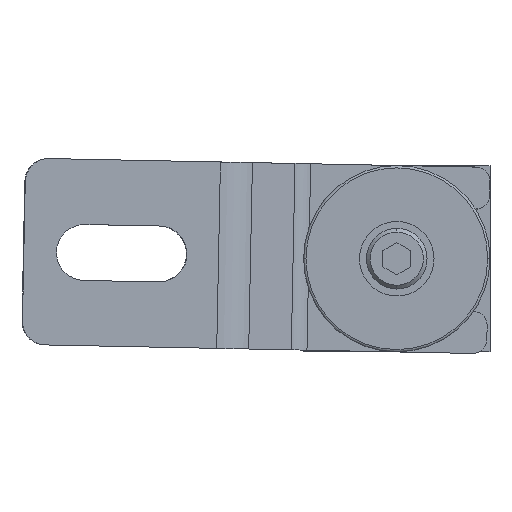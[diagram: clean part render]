
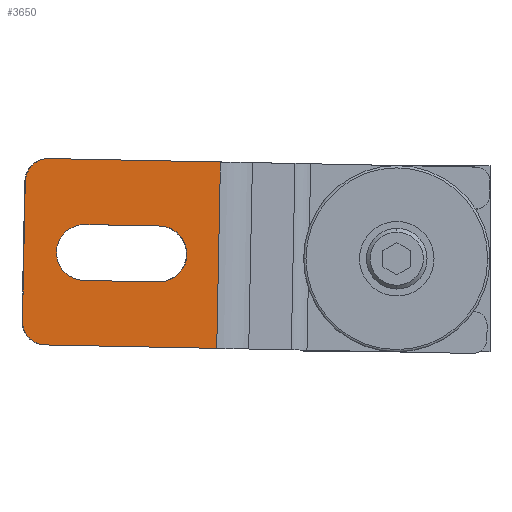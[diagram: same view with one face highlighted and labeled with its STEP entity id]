
A CAD part, front view. The second image highlights one B-rep face of the part: STEP entity #3650.
In plain terms, the highlighted face is planar.
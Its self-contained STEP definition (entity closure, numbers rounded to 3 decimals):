
#1230=CARTESIAN_POINT('',(-73.979,-196.789,
-86.975));
#1240=VERTEX_POINT('',#1230);
#1270=CARTESIAN_POINT('',(-81.141,-162.529,
-86.975));
#1280=DIRECTION('',(0.205,-0.979,
0.));
#1290=VECTOR('',#1280,1.);
#1300=LINE('',#1270,#1290);
#1310=CARTESIAN_POINT('',(-80.118,-167.423,
-86.975));
#1320=VERTEX_POINT('',#1310);
#1330=EDGE_CURVE('',#1320,#1240,#1300,.T.);
#1490=CARTESIAN_POINT('',(-75.224,-166.401,
-86.873));
#1500=DIRECTION('',(0.02,0.004,
-1.));
#1510=DIRECTION('',(0.979,0.205,
0.02));
#1520=AXIS2_PLACEMENT_3D('',#1490,#1500,#1510);
#1530=CIRCLE('',#1520,5.);
#1540=CARTESIAN_POINT('',(-76.247,-161.506,
-86.873));
#1550=VERTEX_POINT('',#1540);
#1560=EDGE_CURVE('',#1320,#1550,#1530,.T.);
#1740=CARTESIAN_POINT('',(-69.086,-195.766,
-86.873));
#1750=DIRECTION('',(0.02,0.004,
-1.));
#1760=DIRECTION('',(0.979,0.205,
0.02));
#1770=AXIS2_PLACEMENT_3D('',#1740,#1750,#1760);
#1780=CIRCLE('',#1770,5.);
#1790=CARTESIAN_POINT('',(-68.063,-200.66,
-86.873));
#1800=VERTEX_POINT('',#1790);
#1810=EDGE_CURVE('',#1800,#1240,#1780,.T.);
#2720=CARTESIAN_POINT('',(-32.05,-193.132,
-86.122));
#2730=VERTEX_POINT('',#2720);
#2760=CARTESIAN_POINT('',(-74.074,-201.917,
-86.999));
#2770=DIRECTION('',(0.979,0.205,
0.02));
#2780=VECTOR('',#2770,1.);
#2790=LINE('',#2760,#2780);
#2800=EDGE_CURVE('',#1800,#2730,#2790,.T.);
#2860=CARTESIAN_POINT('',(-25.142,-191.688,
-85.978));
#2870=DIRECTION('',(0.02,0.004,
-1.));
#2880=DIRECTION('',(-0.205,0.979,
0.));
#2890=AXIS2_PLACEMENT_3D('',#2860,#2870,#2880);
#2900=PLANE('',#2890);
#2910=CARTESIAN_POINT('',(-48.668,-176.173,
-86.383));
#2920=DIRECTION('',(-0.02,-0.004,
1.));
#2930=DIRECTION('',(-0.205,0.979,
0.));
#2940=AXIS2_PLACEMENT_3D('',#2910,#2920,#2930);
#2950=CIRCLE('',#2940,6.);
#2960=CARTESIAN_POINT('',(-42.796,-174.946,
-86.261));
#2970=VERTEX_POINT('',#2960);
#2980=CARTESIAN_POINT('',(-49.895,-170.3,
-86.383));
#2990=VERTEX_POINT('',#2980);
#3000=EDGE_CURVE('',#2970,#2990,#2950,.T.);
#3010=ORIENTED_EDGE('',*,*,#3000,.T.);
#3020=CARTESIAN_POINT('',(-48.668,-176.173,
-86.383));
#3030=DIRECTION('',(-0.02,-0.004,
1.));
#3040=DIRECTION('',(-0.205,0.979,
0.));
#3050=AXIS2_PLACEMENT_3D('',#3020,#3030,#3040);
#3060=CIRCLE('',#3050,6.);
#3070=CARTESIAN_POINT('',(-47.44,-182.047,
-86.383));
#3080=VERTEX_POINT('',#3070);
#3090=EDGE_CURVE('',#3080,#2970,#3060,.T.);
#3100=ORIENTED_EDGE('',*,*,#3090,.T.);
#3110=CARTESIAN_POINT('',(-39.756,-180.44,
-86.223));
#3120=DIRECTION('',(-0.979,-0.205,
-0.02));
#3130=VECTOR('',#3120,1.);
#3140=LINE('',#3110,#3130);
#3150=CARTESIAN_POINT('',(-63.098,-185.32,
-86.71));
#3160=VERTEX_POINT('',#3150);
#3170=EDGE_CURVE('',#3080,#3160,#3140,.T.);
#3180=ORIENTED_EDGE('',*,*,#3170,.F.);
#3190=CARTESIAN_POINT('',(-64.326,-179.447,
-86.71));
#3200=DIRECTION('',(-0.02,-0.004,
1.));
#3210=DIRECTION('',(-0.205,0.979,
0.));
#3220=AXIS2_PLACEMENT_3D('',#3190,#3200,#3210);
#3230=CIRCLE('',#3220,6.);
#3240=CARTESIAN_POINT('',(-70.198,-180.674,
-86.832));
#3250=VERTEX_POINT('',#3240);
#3260=EDGE_CURVE('',#3250,#3160,#3230,.T.);
#3270=ORIENTED_EDGE('',*,*,#3260,.T.);
#3280=CARTESIAN_POINT('',(-64.326,-179.447,
-86.71));
#3290=DIRECTION('',(-0.02,-0.004,
1.));
#3300=DIRECTION('',(-0.205,0.979,
0.));
#3310=AXIS2_PLACEMENT_3D('',#3280,#3290,#3300);
#3320=CIRCLE('',#3310,6.);
#3330=CARTESIAN_POINT('',(-65.554,-173.574,
-86.71));
#3340=VERTEX_POINT('',#3330);
#3350=EDGE_CURVE('',#3340,#3250,#3320,.T.);
#3360=ORIENTED_EDGE('',*,*,#3350,.T.);
#3370=CARTESIAN_POINT('',(-42.212,-168.694,
-86.223));
#3380=DIRECTION('',(0.979,0.205,
0.02));
#3390=VECTOR('',#3380,1.);
#3400=LINE('',#3370,#3390);
#3410=EDGE_CURVE('',#3340,#2990,#3400,.T.);
#3420=ORIENTED_EDGE('',*,*,#3410,.F.);
#3430=EDGE_LOOP('',(#3420,#3360,#3270,#3180,#3100,#3010));
#3440=FACE_BOUND('',#3430,.T.);
#3450=CARTESIAN_POINT('',(-11.424,-147.956,
-85.522));
#3460=DIRECTION('',(-0.979,-0.205,
-0.02));
#3470=VECTOR('',#3460,1.);
#3480=LINE('',#3450,#3470);
#3490=CARTESIAN_POINT('',(-40.235,-153.978,
-86.122));
#3500=VERTEX_POINT('',#3490);
#3510=EDGE_CURVE('',#3500,#1550,#3480,.T.);
#3520=ORIENTED_EDGE('',*,*,#3510,.F.);
#3530=ORIENTED_EDGE('',*,*,#1560,.T.);
#3540=ORIENTED_EDGE('',*,*,#1330,.F.);
#3550=ORIENTED_EDGE('',*,*,#1810,.T.);
#3560=ORIENTED_EDGE('',*,*,#2800,.F.);
#3570=CARTESIAN_POINT('',(-72.431,0.041,
-86.122));
#3580=DIRECTION('',(-0.205,0.979,
0.));
#3590=VECTOR('',#3580,1.);
#3600=LINE('',#3570,#3590);
#3610=EDGE_CURVE('',#2730,#3500,#3600,.T.);
#3620=ORIENTED_EDGE('',*,*,#3610,.F.);
#3630=EDGE_LOOP('',(#3620,#3560,#3550,#3540,#3530,#3520));
#3640=FACE_OUTER_BOUND('',#3630,.T.);
#3650=ADVANCED_FACE('',(#3440,#3640),#2900,.T.);
